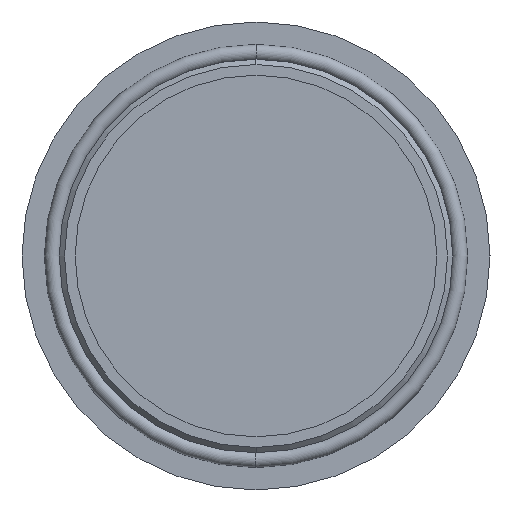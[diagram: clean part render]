
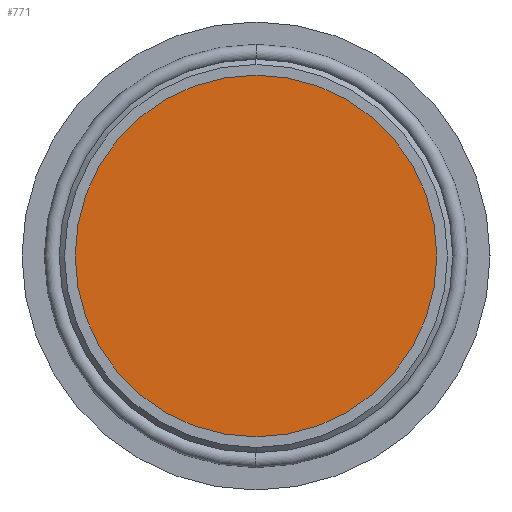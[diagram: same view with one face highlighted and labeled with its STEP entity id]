
A CAD part, front view. The second image highlights one B-rep face of the part: STEP entity #771.
In plain terms, the highlighted planar face has unit normal (0, -1, 0).
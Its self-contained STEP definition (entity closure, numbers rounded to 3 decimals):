
#23 = AXIS2_PLACEMENT_3D ( 'NONE', #406, #405, #404 ) ;
#47 = AXIS2_PLACEMENT_3D ( 'NONE', #218, #217, #216 ) ;
#51 = FACE_OUTER_BOUND ( 'NONE', #596, .T. ) ;
#105 = AXIS2_PLACEMENT_3D ( 'NONE', #309, #308, #307 ) ;
#216 = DIRECTION ( 'NONE',  ( 0., 0., -1. ) ) ;
#217 = DIRECTION ( 'NONE',  ( 0., -1., 0. ) ) ;
#218 = CARTESIAN_POINT ( 'NONE',  ( -17., -2.5, 0. ) ) ;
#219 = PLANE ( 'NONE',  #47 ) ;
#307 = DIRECTION ( 'NONE',  ( 0., 0., 1. ) ) ;
#308 = DIRECTION ( 'NONE',  ( 0., 1., 0. ) ) ;
#309 = CARTESIAN_POINT ( 'NONE',  ( 0., -2.5, 0. ) ) ;
#404 = DIRECTION ( 'NONE',  ( 0., 0., 1. ) ) ;
#405 = DIRECTION ( 'NONE',  ( 0., 1., 0. ) ) ;
#406 = CARTESIAN_POINT ( 'NONE',  ( 0., -2.5, 0. ) ) ;
#458 = CARTESIAN_POINT ( 'NONE',  ( 0., -2.5, 17. ) ) ;
#459 = CARTESIAN_POINT ( 'NONE',  ( 0., -2.5, -17. ) ) ;
#541 = ORIENTED_EDGE ( 'NONE', *, *, #743, .F. ) ;
#543 = ORIENTED_EDGE ( 'NONE', *, *, #711, .F. ) ;
#596 = EDGE_LOOP ( 'NONE', ( #541, #543 ) ) ;
#615 = VERTEX_POINT ( 'NONE', #459 ) ;
#616 = VERTEX_POINT ( 'NONE', #458 ) ;
#675 = CIRCLE ( 'NONE', #105, 17. ) ;
#694 = CIRCLE ( 'NONE', #23, 17. ) ;
#711 = EDGE_CURVE ( 'NONE', #615, #616, #694, .T. ) ;
#743 = EDGE_CURVE ( 'NONE', #616, #615, #675, .T. ) ;
#771 = ADVANCED_FACE ( 'NONE', ( #51 ), #219, .T. ) ;
